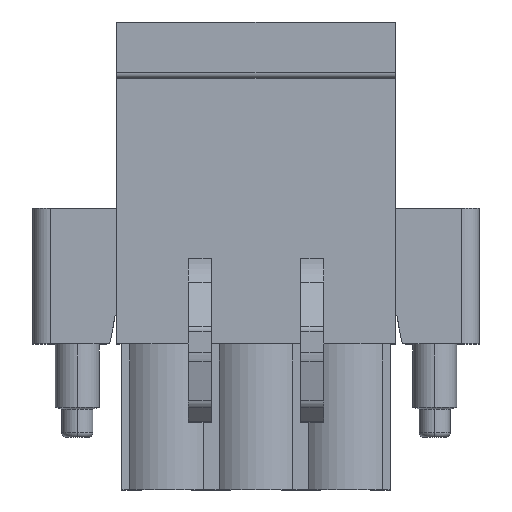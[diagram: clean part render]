
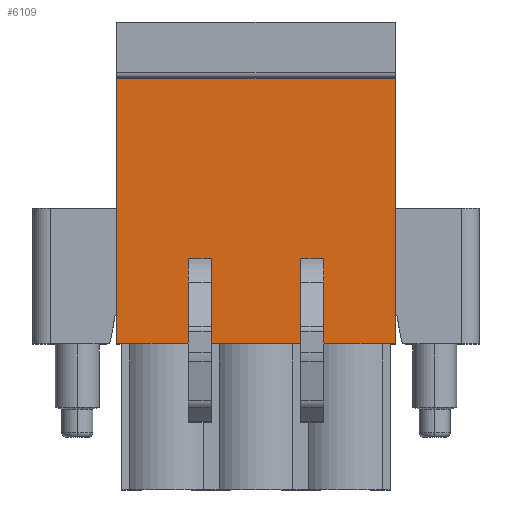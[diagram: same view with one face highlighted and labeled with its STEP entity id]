
A CAD part, top view. The second image highlights one B-rep face of the part: STEP entity #6109.
In plain terms, the highlighted planar face has unit normal (0, 0, 1).
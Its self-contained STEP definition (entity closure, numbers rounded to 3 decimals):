
#18=DIRECTION('',(0.,-1.,0.));
#19=VECTOR('',#18,15.1);
#20=CARTESIAN_POINT('',(0.,9.44,6.96));
#21=LINE('',#20,#19);
#321=DIRECTION('',(-1.,0.,0.));
#322=VECTOR('',#321,4.09);
#323=CARTESIAN_POINT('',(-11.77,-5.66,6.96));
#324=LINE('',#323,#322);
#329=DIRECTION('',(-1.,0.,0.));
#330=VECTOR('',#329,5.08);
#331=CARTESIAN_POINT('',(-5.39,-5.66,6.96));
#332=LINE('',#331,#330);
#337=DIRECTION('',(-1.,0.,0.));
#338=VECTOR('',#337,4.09);
#339=CARTESIAN_POINT('',(0.,-5.66,6.96));
#340=LINE('',#339,#338);
#1063=DIRECTION('',(0.,-1.,0.));
#1064=VECTOR('',#1063,15.1);
#1065=CARTESIAN_POINT('',(-15.86,9.44,6.96));
#1066=LINE('',#1065,#1064);
#1718=DIRECTION('',(0.,1.,0.));
#1719=VECTOR('',#1718,4.844);
#1720=CARTESIAN_POINT('',(-11.77,-5.66,6.96));
#1721=LINE('',#1720,#1719);
#1722=DIRECTION('',(-1.,0.,0.));
#1723=VECTOR('',#1722,15.86);
#1724=CARTESIAN_POINT('',(0.,9.44,6.96));
#1725=LINE('',#1724,#1723);
#1726=DIRECTION('',(0.,1.,0.));
#1727=VECTOR('',#1726,4.844);
#1728=CARTESIAN_POINT('',(-4.09,-5.66,6.96));
#1729=LINE('',#1728,#1727);
#1730=DIRECTION('',(1.,0.,0.));
#1731=VECTOR('',#1730,1.3);
#1732=CARTESIAN_POINT('',(-5.39,-0.816,6.96));
#1733=LINE('',#1732,#1731);
#1734=DIRECTION('',(0.,1.,0.));
#1735=VECTOR('',#1734,4.844);
#1736=CARTESIAN_POINT('',(-5.39,-5.66,6.96));
#1737=LINE('',#1736,#1735);
#1738=DIRECTION('',(0.,1.,0.));
#1739=VECTOR('',#1738,4.844);
#1740=CARTESIAN_POINT('',(-10.47,-5.66,6.96));
#1741=LINE('',#1740,#1739);
#1742=DIRECTION('',(1.,0.,0.));
#1743=VECTOR('',#1742,1.3);
#1744=CARTESIAN_POINT('',(-11.77,-0.816,6.96));
#1745=LINE('',#1744,#1743);
#2963=CARTESIAN_POINT('',(0.,9.44,6.96));
#2964=CARTESIAN_POINT('',(0.,-5.66,6.96));
#2965=VERTEX_POINT('',#2963);
#2966=VERTEX_POINT('',#2964);
#3001=CARTESIAN_POINT('',(-15.86,9.44,6.96));
#3002=CARTESIAN_POINT('',(-15.86,-5.66,6.96));
#3003=VERTEX_POINT('',#3001);
#3004=VERTEX_POINT('',#3002);
#3799=CARTESIAN_POINT('',(-4.09,-5.66,6.96));
#3800=CARTESIAN_POINT('',(-4.09,-0.816,6.96));
#3801=VERTEX_POINT('',#3799);
#3802=VERTEX_POINT('',#3800);
#3803=CARTESIAN_POINT('',(-5.39,-5.66,6.96));
#3804=CARTESIAN_POINT('',(-5.39,-0.816,6.96));
#3805=VERTEX_POINT('',#3803);
#3806=VERTEX_POINT('',#3804);
#3867=CARTESIAN_POINT('',(-11.77,-5.66,6.96));
#3868=VERTEX_POINT('',#3867);
#3869=CARTESIAN_POINT('',(-11.77,-0.816,6.96));
#3870=VERTEX_POINT('',#3869);
#3871=CARTESIAN_POINT('',(-10.47,-5.66,6.96));
#3872=VERTEX_POINT('',#3871);
#3873=CARTESIAN_POINT('',(-10.47,-0.816,6.96));
#3874=VERTEX_POINT('',#3873);
#6084=CARTESIAN_POINT('',(0.,9.44,6.96));
#6085=DIRECTION('',(0.,0.,1.));
#6086=DIRECTION('',(0.,-1.,0.));
#6087=AXIS2_PLACEMENT_3D('',#6084,#6085,#6086);
#6088=PLANE('',#6087);
#6090=ORIENTED_EDGE('',*,*,#6089,.F.);
#6091=ORIENTED_EDGE('',*,*,#4047,.T.);
#6092=ORIENTED_EDGE('',*,*,#5197,.F.);
#6093=ORIENTED_EDGE('',*,*,#6077,.F.);
#6094=ORIENTED_EDGE('',*,*,#3884,.T.);
#6095=ORIENTED_EDGE('',*,*,#4063,.T.);
#6097=ORIENTED_EDGE('',*,*,#6096,.T.);
#6099=ORIENTED_EDGE('',*,*,#6098,.F.);
#6101=ORIENTED_EDGE('',*,*,#6100,.F.);
#6102=ORIENTED_EDGE('',*,*,#4055,.T.);
#6104=ORIENTED_EDGE('',*,*,#6103,.T.);
#6106=ORIENTED_EDGE('',*,*,#6105,.F.);
#6107=EDGE_LOOP('',(#6090,#6091,#6092,#6093,#6094,#6095,#6097,#6099,#6101,#6102,
#6104,#6106));
#6108=FACE_OUTER_BOUND('',#6107,.F.);
#6109=ADVANCED_FACE('',(#6108),#6088,.T.);
#3884=EDGE_CURVE('',#2965,#2966,#21,.T.);
#4047=EDGE_CURVE('',#3868,#3004,#324,.T.);
#4055=EDGE_CURVE('',#3805,#3872,#332,.T.);
#4063=EDGE_CURVE('',#2966,#3801,#340,.T.);
#5197=EDGE_CURVE('',#3003,#3004,#1066,.T.);
#6077=EDGE_CURVE('',#2965,#3003,#1725,.T.);
#6089=EDGE_CURVE('',#3868,#3870,#1721,.T.);
#6096=EDGE_CURVE('',#3801,#3802,#1729,.T.);
#6098=EDGE_CURVE('',#3806,#3802,#1733,.T.);
#6100=EDGE_CURVE('',#3805,#3806,#1737,.T.);
#6103=EDGE_CURVE('',#3872,#3874,#1741,.T.);
#6105=EDGE_CURVE('',#3870,#3874,#1745,.T.);
